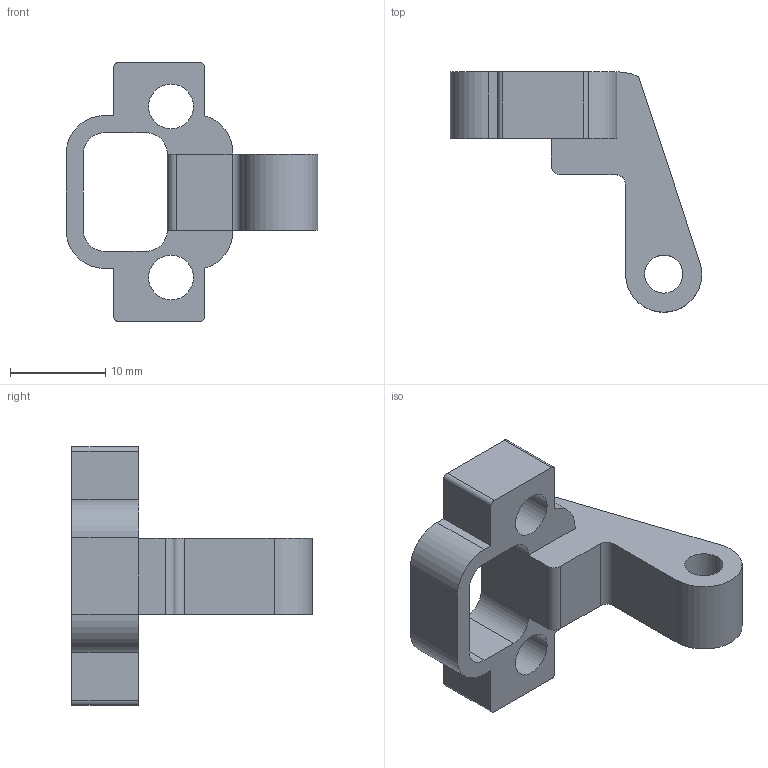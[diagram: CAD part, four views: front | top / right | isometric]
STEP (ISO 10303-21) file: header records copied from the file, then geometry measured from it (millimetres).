
FILE_DESCRIPTION(('FreeCAD Model'),'2;1');
FILE_NAME('Open CASCADE Shape Model','2024-06-19T16:23:14',('Author'),( ''),'Open CASCADE STEP processor 7.7','Ondsel','Unknown');
FILE_SCHEMA(('AUTOMOTIVE_DESIGN { 1 0 10303 214 1 1 1 1 }'));
Length unit declared in the file: millimetre
Products named in the file (1): Body
Bounding box: 26.4 x 25.22 x 27.16 mm (x, y, z)
Volume: 2563.7 mm3; surface area: 2516.6 mm2
Topology: 1 solids, 1 shells, 50 faces, 141 edges, 93 vertices
Faces by surface type: plane 31, cylinder 19
Full cylindrical faces by diameter (mm): 4 x1, 4.7 x2
Entity records: 1657 total; most frequent: CARTESIAN_POINT 285, ORIENTED_EDGE 282, DIRECTION 281, EDGE_CURVE 141, LINE 103, VECTOR 103, VERTEX_POINT 93, AXIS2_PLACEMENT_3D 89
